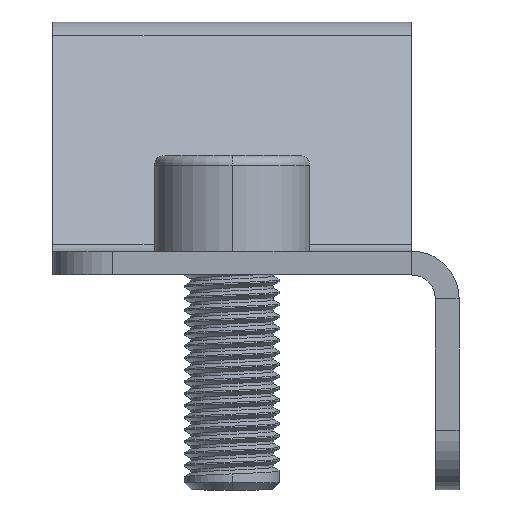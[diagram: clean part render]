
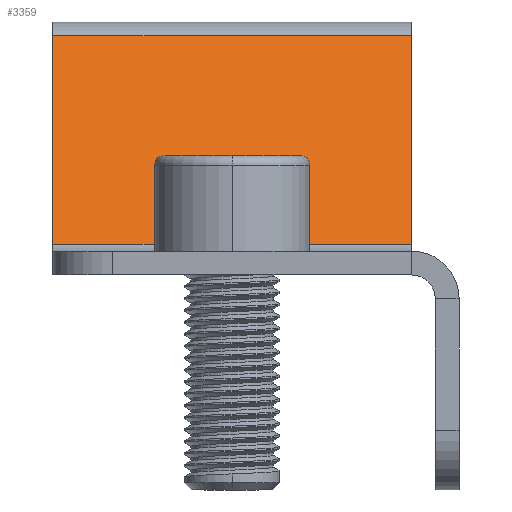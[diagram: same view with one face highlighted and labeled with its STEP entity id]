
A CAD part, front view. The second image highlights one B-rep face of the part: STEP entity #3359.
In plain terms, the highlighted planar face has unit normal (0, -0.707, 0.707).
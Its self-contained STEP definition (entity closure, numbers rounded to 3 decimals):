
#182 = ORIENTED_EDGE ( 'NONE', *, *, #3720, .F. ) ;
#353 = EDGE_LOOP ( 'NONE', ( #182, #4089, #5774, #4218 ) ) ;
#416 = VECTOR ( 'NONE', #5063, 1000. ) ;
#443 = VERTEX_POINT ( 'NONE', #772 ) ;
#617 = LINE ( 'NONE', #2552, #1060 ) ;
#772 = CARTESIAN_POINT ( 'NONE',  ( 15., 42.672, 18. ) ) ;
#813 = VECTOR ( 'NONE', #2486, 1000. ) ;
#1060 = VECTOR ( 'NONE', #3537, 1000. ) ;
#1136 = PLANE ( 'NONE',  #4866 ) ;
#1509 = DIRECTION ( 'NONE',  ( 0., 0.707, 0.707 ) ) ;
#2065 = CARTESIAN_POINT ( 'NONE',  ( 15., 25.257, 0.586 ) ) ;
#2354 = LINE ( 'NONE', #2737, #813 ) ;
#2364 = DIRECTION ( 'NONE',  ( 0., -0.707, 0.707 ) ) ;
#2486 = DIRECTION ( 'NONE',  ( 1., 0., 0. ) ) ;
#2552 = CARTESIAN_POINT ( 'NONE',  ( 15., 24.672, 0. ) ) ;
#2631 = CARTESIAN_POINT ( 'NONE',  ( -15., 25.257, 0.586 ) ) ;
#2737 = CARTESIAN_POINT ( 'NONE',  ( 15., 42.672, 18. ) ) ;
#2930 = LINE ( 'NONE', #5826, #5256 ) ;
#2974 = VERTEX_POINT ( 'NONE', #5234 ) ;
#3143 = LINE ( 'NONE', #5471, #416 ) ;
#3190 = CARTESIAN_POINT ( 'NONE',  ( 0., 10.922, -13.75 ) ) ;
#3359 = ADVANCED_FACE ( 'NONE', ( #5454 ), #1136, .T. ) ;
#3537 = DIRECTION ( 'NONE',  ( 0., -0.707, -0.707 ) ) ;
#3720 = EDGE_CURVE ( 'NONE', #4403, #2974, #2930, .T. ) ;
#4089 = ORIENTED_EDGE ( 'NONE', *, *, #5109, .F. ) ;
#4218 = ORIENTED_EDGE ( 'NONE', *, *, #4895, .F. ) ;
#4403 = VERTEX_POINT ( 'NONE', #2631 ) ;
#4611 = EDGE_CURVE ( 'NONE', #443, #5237, #617, .T. ) ;
#4866 = AXIS2_PLACEMENT_3D ( 'NONE', #3190, #2364, #5106 ) ;
#4895 = EDGE_CURVE ( 'NONE', #2974, #443, #2354, .T. ) ;
#5063 = DIRECTION ( 'NONE',  ( -1., 0., 0. ) ) ;
#5106 = DIRECTION ( 'NONE',  ( 0., -0.707, -0.707 ) ) ;
#5109 = EDGE_CURVE ( 'NONE', #5237, #4403, #3143, .T. ) ;
#5234 = CARTESIAN_POINT ( 'NONE',  ( -15., 42.672, 18. ) ) ;
#5237 = VERTEX_POINT ( 'NONE', #2065 ) ;
#5256 = VECTOR ( 'NONE', #1509, 1000. ) ;
#5454 = FACE_OUTER_BOUND ( 'NONE', #353, .T. ) ;
#5471 = CARTESIAN_POINT ( 'NONE',  ( 15., 25.257, 0.586 ) ) ;
#5774 = ORIENTED_EDGE ( 'NONE', *, *, #4611, .F. ) ;
#5826 = CARTESIAN_POINT ( 'NONE',  ( -15., 42.672, 18. ) ) ;
